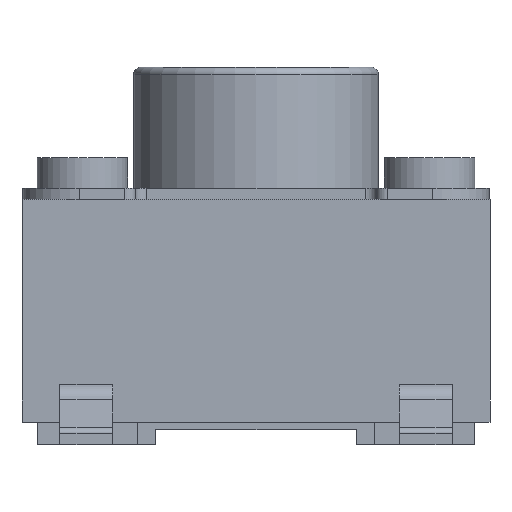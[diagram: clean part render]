
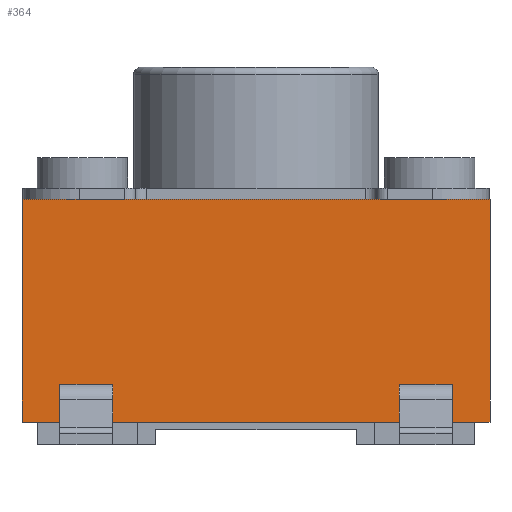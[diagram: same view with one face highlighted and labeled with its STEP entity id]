
A CAD part, left-side view. The second image highlights one B-rep face of the part: STEP entity #364.
In plain terms, the highlighted planar face has unit normal (-1, 0, 0).
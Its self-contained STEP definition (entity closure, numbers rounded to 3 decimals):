
#364 = ADVANCED_FACE( '', ( #783 ), #784, .F. );
#783 = FACE_OUTER_BOUND( '', #1244, .T. );
#784 = PLANE( '', #1245 );
#1244 = EDGE_LOOP( '', ( #2346, #2347, #2348, #2349, #2350, #2351, #2352, #2353, #2354, #2355, #2356, #2357, #2358, #2359, #2360, #2361 ) );
#1245 = AXIS2_PLACEMENT_3D( '', #2362, #2363, #2364 );
#2346 = ORIENTED_EDGE( '', *, *, #3116, .T. );
#2347 = ORIENTED_EDGE( '', *, *, #2995, .F. );
#2348 = ORIENTED_EDGE( '', *, *, #2911, .F. );
#2349 = ORIENTED_EDGE( '', *, *, #2799, .F. );
#2350 = ORIENTED_EDGE( '', *, *, #2764, .F. );
#2351 = ORIENTED_EDGE( '', *, *, #2868, .F. );
#2352 = ORIENTED_EDGE( '', *, *, #3218, .F. );
#2353 = ORIENTED_EDGE( '', *, *, #3091, .F. );
#2354 = ORIENTED_EDGE( '', *, *, #3219, .T. );
#2355 = ORIENTED_EDGE( '', *, *, #2875, .F. );
#2356 = ORIENTED_EDGE( '', *, *, #3184, .T. );
#2357 = ORIENTED_EDGE( '', *, *, #2786, .T. );
#2358 = ORIENTED_EDGE( '', *, *, #3220, .T. );
#2359 = ORIENTED_EDGE( '', *, *, #3189, .T. );
#2360 = ORIENTED_EDGE( '', *, *, #3221, .F. );
#2361 = ORIENTED_EDGE( '', *, *, #2871, .F. );
#2362 = CARTESIAN_POINT( '', ( -3.1, 3.1, 3.25 ) );
#2363 = DIRECTION( '', ( 1., 0., 0. ) );
#2364 = DIRECTION( '', ( 0., 0., -1. ) );
#2764 = EDGE_CURVE( '', #3304, #3305, #3306, .T. );
#2786 = EDGE_CURVE( '', #3345, #3343, #3346, .T. );
#2799 = EDGE_CURVE( '', #3305, #3367, #3368, .T. );
#2868 = EDGE_CURVE( '', #3491, #3304, #3493, .T. );
#2871 = EDGE_CURVE( '', #3496, #3498, #3499, .T. );
#2875 = EDGE_CURVE( '', #3504, #3506, #3507, .T. );
#2911 = EDGE_CURVE( '', #3367, #3566, #3567, .F. );
#2995 = EDGE_CURVE( '', #3566, #3706, #3707, .T. );
#3091 = EDGE_CURVE( '', #3849, #3850, #3851, .T. );
#3116 = EDGE_CURVE( '', #3496, #3706, #3887, .T. );
#3184 = EDGE_CURVE( '', #3504, #3345, #3970, .T. );
#3189 = EDGE_CURVE( '', #3750, #3975, #3976, .T. );
#3218 = EDGE_CURVE( '', #3850, #3491, #4010, .T. );
#3219 = EDGE_CURVE( '', #3849, #3506, #4011, .T. );
#3220 = EDGE_CURVE( '', #3343, #3750, #4012, .F. );
#3221 = EDGE_CURVE( '', #3498, #3975, #4013, .T. );
#3304 = VERTEX_POINT( '', #4104 );
#3305 = VERTEX_POINT( '', #4105 );
#3306 = LINE( '', #4106, #4107 );
#3343 = VERTEX_POINT( '', #4160 );
#3345 = VERTEX_POINT( '', #4163 );
#3346 = LINE( '', #4164, #4165 );
#3367 = VERTEX_POINT( '', #4193 );
#3368 = LINE( '', #4194, #4195 );
#3491 = VERTEX_POINT( '', #4373 );
#3493 = LINE( '', #4376, #4377 );
#3496 = VERTEX_POINT( '', #4381 );
#3498 = VERTEX_POINT( '', #4384 );
#3499 = LINE( '', #4385, #4386 );
#3504 = VERTEX_POINT( '', #4393 );
#3506 = VERTEX_POINT( '', #4396 );
#3507 = LINE( '', #4397, #4398 );
#3566 = VERTEX_POINT( '', #4478 );
#3567 = LINE( '', #4479, #4480 );
#3706 = VERTEX_POINT( '', #4657 );
#3707 = LINE( '', #4658, #4659 );
#3750 = VERTEX_POINT( '', #4723 );
#3849 = VERTEX_POINT( '', #4859 );
#3850 = VERTEX_POINT( '', #4860 );
#3851 = LINE( '', #4861, #4862 );
#3887 = LINE( '', #4908, #4909 );
#3970 = LINE( '', #5033, #5034 );
#3975 = VERTEX_POINT( '', #5040 );
#3976 = LINE( '', #5041, #5042 );
#4010 = LINE( '', #5086, #5087 );
#4011 = LINE( '', #5088, #5089 );
#4012 = LINE( '', #5090, #5091 );
#4013 = LINE( '', #5092, #5093 );
#4104 = CARTESIAN_POINT( '', ( -3.1, -2.605, 0.3 ) );
#4105 = CARTESIAN_POINT( '', ( -3.1, -2.605, 0.8 ) );
#4106 = CARTESIAN_POINT( '', ( -3.1, -2.605, -9.294 ) );
#4107 = VECTOR( '', #5202, 1000. );
#4160 = CARTESIAN_POINT( '', ( -3.1, 2.6, 0.8 ) );
#4163 = CARTESIAN_POINT( '', ( -3.1, 2.605, 0.8 ) );
#4164 = CARTESIAN_POINT( '', ( -3.1, 2.605, 0.8 ) );
#4165 = VECTOR( '', #5220, 1000. );
#4193 = CARTESIAN_POINT( '', ( -3.1, -2.6, 0.8 ) );
#4194 = CARTESIAN_POINT( '', ( -3.1, -2.605, 0.8 ) );
#4195 = VECTOR( '', #5234, 1000. );
#4373 = CARTESIAN_POINT( '', ( -3.1, -3.1, 0.3 ) );
#4376 = CARTESIAN_POINT( '', ( -3.1, -3.1, 0.3 ) );
#4377 = VECTOR( '', #5303, 1000. );
#4381 = CARTESIAN_POINT( '', ( -3.1, -1.895, 0.3 ) );
#4384 = CARTESIAN_POINT( '', ( -3.1, 1.895, 0.3 ) );
#4385 = CARTESIAN_POINT( '', ( -3.1, -3.1, 0.3 ) );
#4386 = VECTOR( '', #5306, 1000. );
#4393 = CARTESIAN_POINT( '', ( -3.1, 2.605, 0.3 ) );
#4396 = CARTESIAN_POINT( '', ( -3.1, 3.1, 0.3 ) );
#4397 = CARTESIAN_POINT( '', ( -3.1, -3.1, 0.3 ) );
#4398 = VECTOR( '', #5310, 1000. );
#4478 = CARTESIAN_POINT( '', ( -3.1, -1.9, 0.8 ) );
#4479 = CARTESIAN_POINT( '', ( -3.1, -1.9, 0.8 ) );
#4480 = VECTOR( '', #5359, 1000. );
#4657 = CARTESIAN_POINT( '', ( -3.1, -1.895, 0.8 ) );
#4658 = CARTESIAN_POINT( '', ( -3.1, -2.605, 0.8 ) );
#4659 = VECTOR( '', #5494, 1000. );
#4723 = CARTESIAN_POINT( '', ( -3.1, 1.9, 0.8 ) );
#4859 = CARTESIAN_POINT( '', ( -3.1, 3.1, 3.25 ) );
#4860 = CARTESIAN_POINT( '', ( -3.1, -3.1, 3.25 ) );
#4861 = CARTESIAN_POINT( '', ( -3.1, 3.1, 3.25 ) );
#4862 = VECTOR( '', #5598, 1000. );
#4908 = CARTESIAN_POINT( '', ( -3.1, -1.895, -9.294 ) );
#4909 = VECTOR( '', #5645, 1000. );
#5033 = CARTESIAN_POINT( '', ( -3.1, 2.605, -9.294 ) );
#5034 = VECTOR( '', #5699, 1000. );
#5040 = CARTESIAN_POINT( '', ( -3.1, 1.895, 0.8 ) );
#5041 = CARTESIAN_POINT( '', ( -3.1, 2.605, 0.8 ) );
#5042 = VECTOR( '', #5701, 1000. );
#5086 = CARTESIAN_POINT( '', ( -3.1, -3.1, 3.25 ) );
#5087 = VECTOR( '', #5724, 1000. );
#5088 = CARTESIAN_POINT( '', ( -3.1, 3.1, 3.25 ) );
#5089 = VECTOR( '', #5725, 1000. );
#5090 = CARTESIAN_POINT( '', ( -3.1, 1.9, 0.8 ) );
#5091 = VECTOR( '', #5726, 1000. );
#5092 = CARTESIAN_POINT( '', ( -3.1, 1.895, -9.294 ) );
#5093 = VECTOR( '', #5727, 1000. );
#5202 = DIRECTION( '', ( 0., 0., 1. ) );
#5220 = DIRECTION( '', ( 0., -1., 0. ) );
#5234 = DIRECTION( '', ( 0., 1., 0. ) );
#5303 = DIRECTION( '', ( 0., 1., 0. ) );
#5306 = DIRECTION( '', ( 0., 1., 0. ) );
#5310 = DIRECTION( '', ( 0., 1., 0. ) );
#5359 = DIRECTION( '', ( 0., -1., 0. ) );
#5494 = DIRECTION( '', ( 0., 1., 0. ) );
#5598 = DIRECTION( '', ( 0., -1., 0. ) );
#5645 = DIRECTION( '', ( 0., 0., 1. ) );
#5699 = DIRECTION( '', ( 0., 0., 1. ) );
#5701 = DIRECTION( '', ( 0., -1., 0. ) );
#5724 = DIRECTION( '', ( 0., 0., -1. ) );
#5725 = DIRECTION( '', ( 0., 0., -1. ) );
#5726 = DIRECTION( '', ( 0., 1., 0. ) );
#5727 = DIRECTION( '', ( 0., 0., 1. ) );
